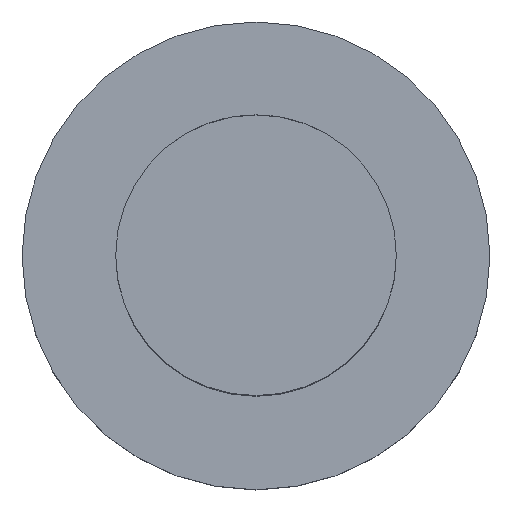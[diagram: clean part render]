
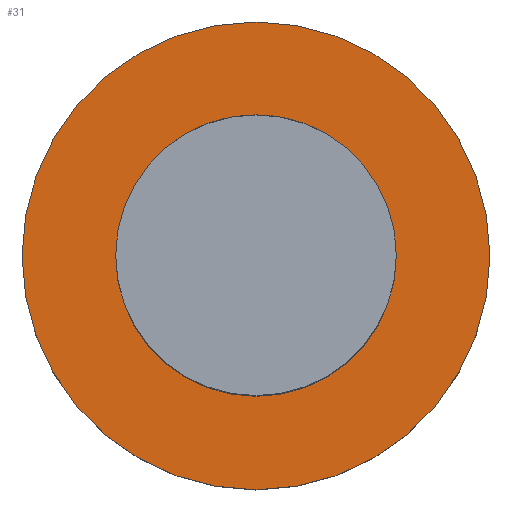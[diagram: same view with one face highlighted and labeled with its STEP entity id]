
A CAD part, top view. The second image highlights one B-rep face of the part: STEP entity #31.
In plain terms, the highlighted planar face has unit normal (0, 0, 1).
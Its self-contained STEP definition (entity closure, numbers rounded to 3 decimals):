
#31=ADVANCED_FACE('',(#43),#154,.T.);
#43=FACE_OUTER_BOUND('',#55,.T.);
#55=EDGE_LOOP('',(#87,#88));
#87=ORIENTED_EDGE('',*,*,#107,.T.);
#88=ORIENTED_EDGE('',*,*,#110,.T.);
#107=EDGE_CURVE('',#148,#150,#126,.T.);
#110=EDGE_CURVE('',#150,#148,#128,.T.);
#126=TRIMMED_CURVE($,#135,(#377),(#378),.T.,.CARTESIAN.);
#128=TRIMMED_CURVE($,#137,(#385),(#386),.T.,.CARTESIAN.);
#135=CIRCLE('',#197,2.5);
#137=CIRCLE('',#199,2.5);
#148=VERTEX_POINT('',#368);
#150=VERTEX_POINT('',#370);
#154=PLANE('',#194);
#194=AXIS2_PLACEMENT_3D('',#365,#223,$);
#197=AXIS2_PLACEMENT_3D($,#376,#227,#228);
#199=AXIS2_PLACEMENT_3D($,#384,#231,#232);
#223=DIRECTION('',(0.,0.,1.));
#227=DIRECTION('',(0.,0.,1.));
#228=DIRECTION('',(1.,0.,0.));
#231=DIRECTION('',(0.,0.,1.));
#232=DIRECTION('',(-1.,0.,0.));
#365=CARTESIAN_POINT('',(-18.597,-95.644,1.));
#368=CARTESIAN_POINT('',(-12.972,-92.519,1.));
#370=CARTESIAN_POINT('',(-17.972,-92.519,1.));
#376=CARTESIAN_POINT('',(-15.472,-92.519,1.));
#377=CARTESIAN_POINT('',(-12.972,-92.519,1.));
#378=CARTESIAN_POINT('',(-17.972,-92.519,1.));
#384=CARTESIAN_POINT('',(-15.472,-92.519,1.));
#385=CARTESIAN_POINT('',(-17.972,-92.519,1.));
#386=CARTESIAN_POINT('',(-12.972,-92.519,1.));
